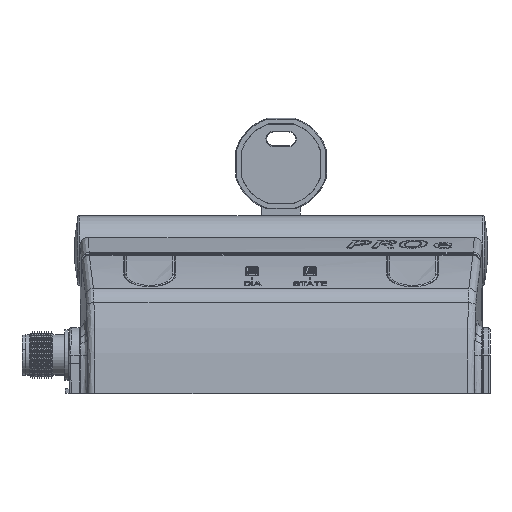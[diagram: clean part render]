
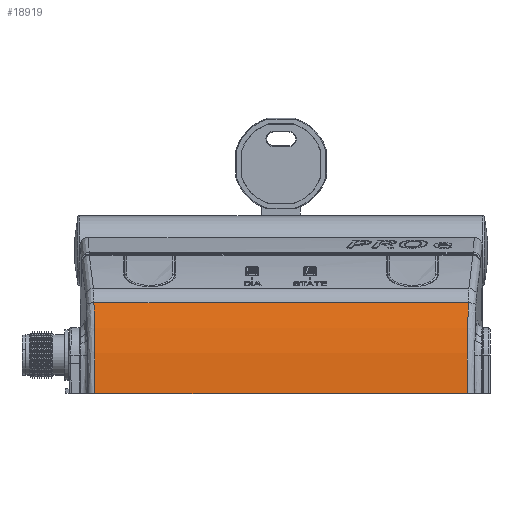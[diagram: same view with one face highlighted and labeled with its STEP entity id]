
A CAD part, left-side view. The second image highlights one B-rep face of the part: STEP entity #18919.
In plain terms, the highlighted cylindrical face has radius 86.5 mm (diameter 173 mm), a partial arc.
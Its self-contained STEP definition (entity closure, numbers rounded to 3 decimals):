
#12462 = AXIS2_PLACEMENT_3D ( 'NONE', #120168, #120157, #120162 ) ;
#18919 = ADVANCED_FACE ( 'NONE', ( #62903 ), #62908, .T. ) ;
#39376 = VERTEX_POINT ( 'NONE', #81314 ) ;
#39384 = VERTEX_POINT ( 'NONE', #81336 ) ;
#39774 = VERTEX_POINT ( 'NONE', #82604 ) ;
#39784 = VERTEX_POINT ( 'NONE', #82642 ) ;
#62903 = FACE_OUTER_BOUND ( 'NONE', #83253, .T. ) ;
#62908 = CYLINDRICAL_SURFACE ( 'NONE', #12462, 86.5 ) ;
#76139 = B_SPLINE_CURVE_WITH_KNOTS ( 'NONE', 3,
 ( #106032, #106031, #106051, #106052, #106053, #106054 ),
 .UNSPECIFIED., .F., .F.,
 ( 4, 2, 4 ),
 ( 0., 0.012, 0.024 ),
 .UNSPECIFIED. ) ;
#76141 = B_SPLINE_CURVE_WITH_KNOTS ( 'NONE', 3,
 ( #106050, #106049, #106056, #106057, #106058, #106059 ),
 .UNSPECIFIED., .F., .F.,
 ( 4, 2, 4 ),
 ( 0., 0.012, 0.024 ),
 .UNSPECIFIED. ) ;
#81314 = CARTESIAN_POINT ( 'NONE',  ( 36.735, 23.54, -48.393 ) ) ;
#81336 = CARTESIAN_POINT ( 'NONE',  ( 36.735, 23.54, 48.393 ) ) ;
#82604 = CARTESIAN_POINT ( 'NONE',  ( 40., 0., -48.153 ) ) ;
#82642 = CARTESIAN_POINT ( 'NONE',  ( 40., 0., 48.153 ) ) ;
#83253 = EDGE_LOOP ( 'NONE', ( #169841, #169844, #169847, #169851 ) ) ;
#84627 = LINE ( 'NONE', #105412, #84632 ) ;
#84632 = VECTOR ( 'NONE', #105414, 1000. ) ;
#84855 = LINE ( 'NONE', #106047, #84858 ) ;
#84858 = VECTOR ( 'NONE', #106048, 1000. ) ;
#105412 = CARTESIAN_POINT ( 'NONE',  ( 40., 0., 52. ) ) ;
#105414 = DIRECTION ( 'NONE',  ( 0., 0., -1. ) ) ;
#106031 = CARTESIAN_POINT ( 'NONE',  ( 40., 3.999, 48.153 ) ) ;
#106032 = CARTESIAN_POINT ( 'NONE',  ( 40., 0., 48.153 ) ) ;
#106047 = CARTESIAN_POINT ( 'NONE',  ( 36.735, 23.54, -52. ) ) ;
#106048 = DIRECTION ( 'NONE',  ( 0., 0., 1. ) ) ;
#106049 = CARTESIAN_POINT ( 'NONE',  ( 40., 3.999, -48.153 ) ) ;
#106050 = CARTESIAN_POINT ( 'NONE',  ( 40., 0., -48.153 ) ) ;
#106051 = CARTESIAN_POINT ( 'NONE',  ( 39.724, 7.96, 48.174 ) ) ;
#106052 = CARTESIAN_POINT ( 'NONE',  ( 38.636, 15.807, 48.255 ) ) ;
#106053 = CARTESIAN_POINT ( 'NONE',  ( 37.823, 19.693, 48.315 ) ) ;
#106054 = CARTESIAN_POINT ( 'NONE',  ( 36.735, 23.54, 48.393 ) ) ;
#106056 = CARTESIAN_POINT ( 'NONE',  ( 39.724, 7.96, -48.174 ) ) ;
#106057 = CARTESIAN_POINT ( 'NONE',  ( 38.636, 15.807, -48.255 ) ) ;
#106058 = CARTESIAN_POINT ( 'NONE',  ( 37.823, 19.693, -48.315 ) ) ;
#106059 = CARTESIAN_POINT ( 'NONE',  ( 36.735, 23.54, -48.393 ) ) ;
#120157 = DIRECTION ( 'NONE',  ( 0., 0., 1. ) ) ;
#120162 = DIRECTION ( 'NONE',  ( 1., 0., 0. ) ) ;
#120168 = CARTESIAN_POINT ( 'NONE',  ( -46.5, 0., -52. ) ) ;
#129870 = EDGE_CURVE ( 'NONE', #39784, #39774, #84627, .T. ) ;
#129945 = EDGE_CURVE ( 'NONE', #39376, #39384, #84855, .T. ) ;
#129946 = EDGE_CURVE ( 'NONE', #39784, #39384, #76139, .T. ) ;
#129947 = EDGE_CURVE ( 'NONE', #39774, #39376, #76141, .T. ) ;
#169841 = ORIENTED_EDGE ( 'NONE', *, *, #129945, .T. ) ;
#169844 = ORIENTED_EDGE ( 'NONE', *, *, #129946, .F. ) ;
#169847 = ORIENTED_EDGE ( 'NONE', *, *, #129870, .T. ) ;
#169851 = ORIENTED_EDGE ( 'NONE', *, *, #129947, .T. ) ;
